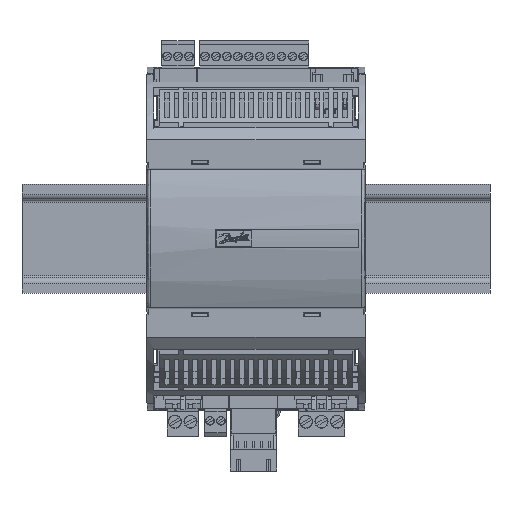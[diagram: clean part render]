
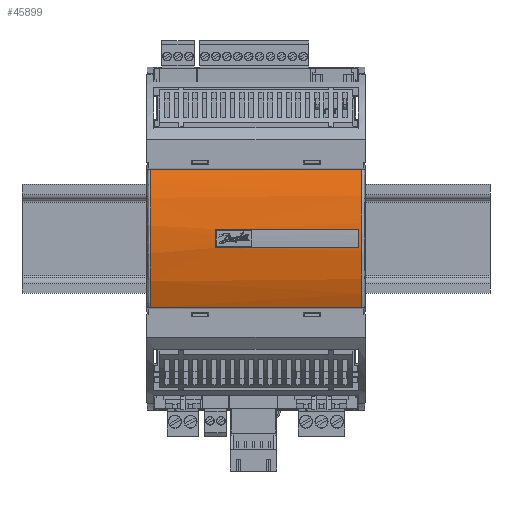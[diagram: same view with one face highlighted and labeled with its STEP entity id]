
A CAD part, top view. The second image highlights one B-rep face of the part: STEP entity #45899.
In plain terms, the highlighted cylindrical face has radius 55 mm (diameter 110 mm), a partial arc.
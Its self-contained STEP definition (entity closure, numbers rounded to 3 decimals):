
#41464=CARTESIAN_POINT('',(33.853,0.597,
22.25));
#41474=DIRECTION('',(1.,0.,0.));
#41475=VECTOR('',#41474,67.705);
#41476=CARTESIAN_POINT('',(-33.853,0.597,
22.25));
#41477=LINE('',#41476,#41475);
#41478=CARTESIAN_POINT('',(33.853,0.597,
-22.25));
#41479=CARTESIAN_POINT('',(33.846,1.367,
-20.51));
#41480=CARTESIAN_POINT('',(33.834,2.727,
-16.946));
#41481=CARTESIAN_POINT('',(33.822,4.204,
-11.407));
#41482=CARTESIAN_POINT('',(33.814,5.099,
-5.736));
#41483=CARTESIAN_POINT('',(33.812,5.398,
0.));
#41484=CARTESIAN_POINT('',(33.814,5.099,5.736));
#41485=CARTESIAN_POINT('',(33.822,4.204,11.407));
#41486=CARTESIAN_POINT('',(33.834,2.727,16.946));
#41487=CARTESIAN_POINT('',(33.846,1.367,20.51));
#41488=CARTESIAN_POINT('',(33.853,0.597,
22.25));
#41490=CARTESIAN_POINT('',(-33.853,0.597,
22.25));
#41491=CARTESIAN_POINT('',(-33.846,1.367,
20.51));
#41492=CARTESIAN_POINT('',(-33.834,2.727,
16.946));
#41493=CARTESIAN_POINT('',(-33.822,4.204,
11.407));
#41494=CARTESIAN_POINT('',(-33.814,5.099,
5.736));
#41495=CARTESIAN_POINT('',(-33.812,5.398,
0.));
#41496=CARTESIAN_POINT('',(-33.814,5.099,
-5.736));
#41497=CARTESIAN_POINT('',(-33.822,4.204,
-11.407));
#41498=CARTESIAN_POINT('',(-33.834,2.727,
-16.946));
#41499=CARTESIAN_POINT('',(-33.846,1.367,
-20.51));
#41500=CARTESIAN_POINT('',(-33.853,0.597,
-22.25));
#41502=DIRECTION('',(1.,0.,0.));
#41503=VECTOR('',#41502,67.705);
#41504=CARTESIAN_POINT('',(-33.853,0.597,
-22.25));
#41505=LINE('',#41504,#41503);
#41506=CARTESIAN_POINT('',(-13.,-49.702,0.));
#41507=DIRECTION('',(1.,0.,0.));
#41508=DIRECTION('',(0.,0.999,-0.055));
#41509=AXIS2_PLACEMENT_3D('',#41506,#41507,#41508);
#41511=DIRECTION('',(1.,0.,0.));
#41512=VECTOR('',#41511,46.);
#41513=CARTESIAN_POINT('',(-13.,5.217,3.));
#41514=LINE('',#41513,#41512);
#41515=CARTESIAN_POINT('',(33.,-49.702,0.));
#41516=DIRECTION('',(1.,0.,0.));
#41517=DIRECTION('',(0.,0.999,-0.055));
#41518=AXIS2_PLACEMENT_3D('',#41515,#41516,#41517);
#41520=DIRECTION('',(1.,0.,0.));
#41521=VECTOR('',#41520,46.);
#41522=CARTESIAN_POINT('',(-13.,5.217,-3.));
#41523=LINE('',#41522,#41521);
#41538=CARTESIAN_POINT('',(-33.853,0.597,
-22.25));
#45298=VERTEX_POINT('',#41464);
#45299=VERTEX_POINT('',#41478);
#45304=VERTEX_POINT('',#41538);
#45305=VERTEX_POINT('',#41490);
#45316=CARTESIAN_POINT('',(-13.,5.217,-3.));
#45317=CARTESIAN_POINT('',(-13.,5.217,3.));
#45318=VERTEX_POINT('',#45316);
#45319=VERTEX_POINT('',#45317);
#45320=CARTESIAN_POINT('',(33.,5.217,-3.));
#45321=CARTESIAN_POINT('',(33.,5.217,3.));
#45322=VERTEX_POINT('',#45320);
#45323=VERTEX_POINT('',#45321);
#45877=CARTESIAN_POINT('',(-34.85,-49.702,0.));
#45878=DIRECTION('',(1.,0.,0.));
#45879=DIRECTION('',(0.,-1.,0.));
#45880=AXIS2_PLACEMENT_3D('',#45877,#45878,#45879);
#45881=CYLINDRICAL_SURFACE('',#45880,55.);
#45882=ORIENTED_EDGE('',*,*,#45854,.T.);
#45883=ORIENTED_EDGE('',*,*,#45872,.F.);
#45884=ORIENTED_EDGE('',*,*,#45725,.T.);
#45886=ORIENTED_EDGE('',*,*,#45885,.T.);
#45887=EDGE_LOOP('',(#45882,#45883,#45884,#45886));
#45888=FACE_OUTER_BOUND('',#45887,.F.);
#45890=ORIENTED_EDGE('',*,*,#45889,.T.);
#45892=ORIENTED_EDGE('',*,*,#45891,.T.);
#45894=ORIENTED_EDGE('',*,*,#45893,.F.);
#45896=ORIENTED_EDGE('',*,*,#45895,.F.);
#45897=EDGE_LOOP('',(#45890,#45892,#45894,#45896));
#45898=FACE_BOUND('',#45897,.F.);
#45899=ADVANCED_FACE('',(#45888,#45898),#45881,.T.);
#41489=B_SPLINE_CURVE_WITH_KNOTS('',3,(#41478,#41479,#41480,#41481,#41482,
#41483,#41484,#41485,#41486,#41487,#41488),.UNSPECIFIED.,.F.,.F.,(4,1,1,1,1,1,1,
1,4),(0.,0.125,0.25,0.375,0.5,0.625,0.75,0.875,1.),
.UNSPECIFIED.);
#41501=B_SPLINE_CURVE_WITH_KNOTS('',3,(#41490,#41491,#41492,#41493,#41494,
#41495,#41496,#41497,#41498,#41499,#41500),.UNSPECIFIED.,.F.,.F.,(4,1,1,1,1,1,1,
1,4),(0.,0.125,0.25,0.375,0.5,0.625,0.75,0.875,1.),
.UNSPECIFIED.);
#41510=CIRCLE('',#41509,55.);
#41519=CIRCLE('',#41518,55.);
#45725=EDGE_CURVE('',#45305,#45304,#41501,.T.);
#45854=EDGE_CURVE('',#45299,#45298,#41489,.T.);
#45872=EDGE_CURVE('',#45305,#45298,#41477,.T.);
#45885=EDGE_CURVE('',#45304,#45299,#41505,.T.);
#45889=EDGE_CURVE('',#45318,#45319,#41510,.T.);
#45891=EDGE_CURVE('',#45319,#45323,#41514,.T.);
#45893=EDGE_CURVE('',#45322,#45323,#41519,.T.);
#45895=EDGE_CURVE('',#45318,#45322,#41523,.T.);
